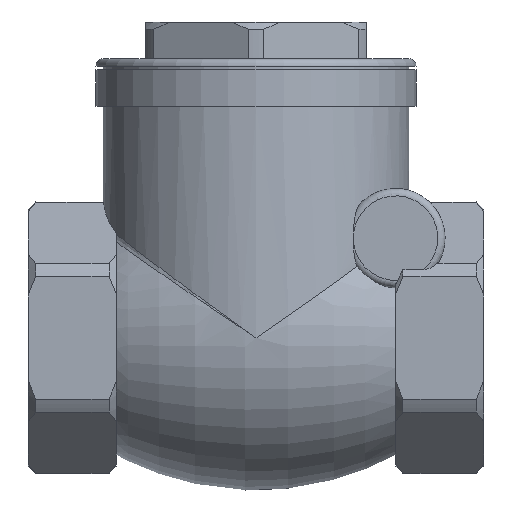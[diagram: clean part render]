
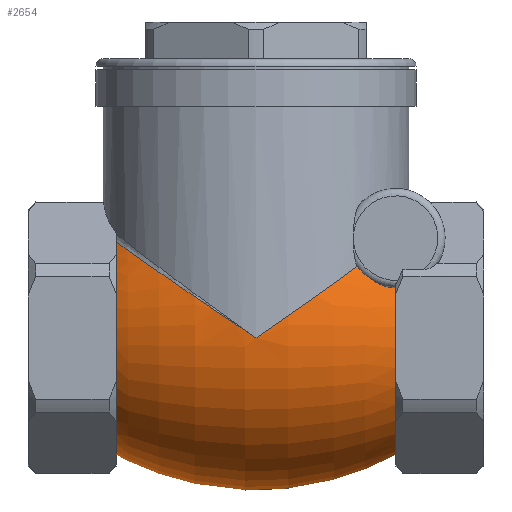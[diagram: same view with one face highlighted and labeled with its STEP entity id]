
A CAD part, left-side view. The second image highlights one B-rep face of the part: STEP entity #2654.
In plain terms, the highlighted toroidal (fillet/blend) face has major radius 19.199 mm and minor radius 40 mm.
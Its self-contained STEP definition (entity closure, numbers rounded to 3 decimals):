
#25=DEGENERATE_TOROIDAL_SURFACE('',#2794,19.199,40.,.F.);
#331=CIRCLE('',#2795,16.);
#332=CIRCLE('',#2796,16.);
#487=ORIENTED_EDGE('',*,*,#1063,.F.);
#488=ORIENTED_EDGE('',*,*,#1064,.T.);
#489=ORIENTED_EDGE('',*,*,#1065,.T.);
#490=ORIENTED_EDGE('',*,*,#1066,.T.);
#491=ORIENTED_EDGE('',*,*,#1067,.F.);
#492=ORIENTED_EDGE('',*,*,#1008,.F.);
#493=ORIENTED_EDGE('',*,*,#1068,.F.);
#494=ORIENTED_EDGE('',*,*,#1069,.T.);
#495=ORIENTED_EDGE('',*,*,#1070,.T.);
#1008=EDGE_CURVE('',#1302,#1294,#1498,.T.);
#1063=EDGE_CURVE('',#1345,#1346,#1512,.T.);
#1064=EDGE_CURVE('',#1345,#1347,#1513,.F.);
#1065=EDGE_CURVE('',#1347,#1348,#331,.T.);
#1066=EDGE_CURVE('',#1348,#1349,#1514,.T.);
#1067=EDGE_CURVE('',#1294,#1349,#1515,.T.);
#1068=EDGE_CURVE('',#1350,#1302,#332,.T.);
#1069=EDGE_CURVE('',#1350,#1351,#1516,.T.);
#1070=EDGE_CURVE('',#1351,#1346,#1517,.T.);
#1294=VERTEX_POINT('',#3529);
#1302=VERTEX_POINT('',#3554);
#1345=VERTEX_POINT('',#3713);
#1346=VERTEX_POINT('',#3714);
#1347=VERTEX_POINT('',#3725);
#1348=VERTEX_POINT('',#3727);
#1349=VERTEX_POINT('',#3738);
#1350=VERTEX_POINT('',#3747);
#1351=VERTEX_POINT('',#3752);
#1498=B_SPLINE_CURVE_WITH_KNOTS('',3,(#3555,#3556,#3557,#3558,#3559),
 .UNSPECIFIED.,.F.,.F.,(4,1,4),(0.,0.003,
0.007),.UNSPECIFIED.);
#1512=B_SPLINE_CURVE_WITH_KNOTS('',3,(#3705,#3706,#3707,#3708,#3709,#3710,
#3711,#3712),.UNSPECIFIED.,.F.,.F.,(4,1,1,1,1,4),(0.,
0.002,0.004,0.009,0.013,
0.018),.UNSPECIFIED.);
#1513=B_SPLINE_CURVE_WITH_KNOTS('',3,(#3715,#3716,#3717,#3718,#3719,#3720,
#3721,#3722,#3723,#3724),.UNSPECIFIED.,.F.,.F.,(4,1,1,1,1,1,1,4),(0.,0.007,
0.01,0.013,0.017,0.02,
0.023,0.027),.UNSPECIFIED.);
#1514=B_SPLINE_CURVE_WITH_KNOTS('',3,(#3728,#3729,#3730,#3731,#3732,#3733,
#3734,#3735,#3736,#3737),.UNSPECIFIED.,.F.,.F.,(4,1,1,1,1,1,1,4),(0.,0.007,
0.01,0.013,0.017,0.02,
0.023,0.027),.UNSPECIFIED.);
#1515=B_SPLINE_CURVE_WITH_KNOTS('',3,(#3739,#3740,#3741,#3742,#3743,#3744,
#3745),.UNSPECIFIED.,.F.,.F.,(4,1,1,1,4),(0.01,0.014,
0.019,0.023,0.027),.UNSPECIFIED.);
#1516=B_SPLINE_CURVE_WITH_KNOTS('',3,(#3748,#3749,#3750,#3751),
 .UNSPECIFIED.,.F.,.F.,(4,4),(0.,0.001),
 .UNSPECIFIED.);
#1517=B_SPLINE_CURVE_WITH_KNOTS('',3,(#3753,#3754,#3755,#3756,#3757),
 .UNSPECIFIED.,.F.,.F.,(4,1,4),(0.,0.003,0.005),
 .UNSPECIFIED.);
#1592=EDGE_LOOP('',(#487,#488,#489,#490,#491,#492,#493,#494,#495));
#1721=FACE_BOUND('',#1592,.T.);
#2654=ADVANCED_FACE('',(#1721),#25,.F.);
#2794=AXIS2_PLACEMENT_3D('',#3704,#3066,#3067);
#2795=AXIS2_PLACEMENT_3D('',#3726,#3068,#3069);
#2796=AXIS2_PLACEMENT_3D('',#3746,#3070,#3071);
#3066=DIRECTION('',(0.,-1.,0.));
#3067=DIRECTION('',(0.,0.,-1.));
#3068=DIRECTION('',(0.,-1.,0.));
#3069=DIRECTION('',(0.,0.,-1.));
#3070=DIRECTION('',(0.,-1.,0.));
#3071=DIRECTION('',(0.,0.,-1.));
#3529=CARTESIAN_POINT('',(15.755,-13.581,9.552));
#3554=CARTESIAN_POINT('',(14.47,-19.,6.827));
#3555=CARTESIAN_POINT('',(14.47,-19.,6.827));
#3556=CARTESIAN_POINT('',(15.037,-18.05,6.827));
#3557=CARTESIAN_POINT('',(15.948,-16.017,7.227));
#3558=CARTESIAN_POINT('',(16.006,-14.219,8.693));
#3559=CARTESIAN_POINT('',(15.755,-13.581,9.552));
#3704=CARTESIAN_POINT('',(0.,0.,0.));
#3705=CARTESIAN_POINT('',(-20.801,0.,0.));
#3706=CARTESIAN_POINT('',(-20.801,-0.61,0.422));
#3707=CARTESIAN_POINT('',(-20.746,-1.853,1.284));
#3708=CARTESIAN_POINT('',(-20.42,-4.274,2.964));
#3709=CARTESIAN_POINT('',(-19.617,-7.25,5.039));
#3710=CARTESIAN_POINT('',(-17.972,-10.703,7.477));
#3711=CARTESIAN_POINT('',(-16.471,-12.77,8.963));
#3712=CARTESIAN_POINT('',(-15.609,-13.749,9.674));
#3713=CARTESIAN_POINT('',(-20.801,0.,0.));
#3714=CARTESIAN_POINT('',(-15.609,-13.749,9.674));
#3715=CARTESIAN_POINT('',(-9.287,19.,13.029));
#3716=CARTESIAN_POINT('',(-11.192,18.018,12.322));
#3717=CARTESIAN_POINT('',(-13.678,16.193,11.02));
#3718=CARTESIAN_POINT('',(-16.345,13.21,8.94));
#3719=CARTESIAN_POINT('',(-17.962,10.803,7.283));
#3720=CARTESIAN_POINT('',(-19.237,8.213,5.518));
#3721=CARTESIAN_POINT('',(-20.133,5.551,3.721));
#3722=CARTESIAN_POINT('',(-20.678,2.809,1.88));
#3723=CARTESIAN_POINT('',(-20.801,0.924,0.619));
#3724=CARTESIAN_POINT('',(-20.801,0.,0.));
#3725=CARTESIAN_POINT('',(-9.287,19.,13.029));
#3726=CARTESIAN_POINT('',(0.,19.,0.));
#3727=CARTESIAN_POINT('',(9.287,19.,13.029));
#3728=CARTESIAN_POINT('',(9.287,19.,13.029));
#3729=CARTESIAN_POINT('',(11.192,18.018,12.322));
#3730=CARTESIAN_POINT('',(13.678,16.193,11.02));
#3731=CARTESIAN_POINT('',(16.345,13.21,8.94));
#3732=CARTESIAN_POINT('',(17.962,10.803,7.283));
#3733=CARTESIAN_POINT('',(19.237,8.213,5.518));
#3734=CARTESIAN_POINT('',(20.133,5.551,3.721));
#3735=CARTESIAN_POINT('',(20.678,2.809,1.88));
#3736=CARTESIAN_POINT('',(20.801,0.924,0.619));
#3737=CARTESIAN_POINT('',(20.801,0.,0.));
#3738=CARTESIAN_POINT('',(20.801,0.,0.));
#3739=CARTESIAN_POINT('',(15.755,-13.581,9.552));
#3740=CARTESIAN_POINT('',(16.593,-12.609,8.847));
#3741=CARTESIAN_POINT('',(18.069,-10.53,7.354));
#3742=CARTESIAN_POINT('',(19.64,-7.168,4.982));
#3743=CARTESIAN_POINT('',(20.588,-3.641,2.523));
#3744=CARTESIAN_POINT('',(20.801,-1.2,0.832));
#3745=CARTESIAN_POINT('',(20.801,0.,0.));
#3746=CARTESIAN_POINT('',(0.,-19.,0.));
#3747=CARTESIAN_POINT('',(-14.47,-19.,6.827));
#3748=CARTESIAN_POINT('',(-14.47,-19.,6.827));
#3749=CARTESIAN_POINT('',(-14.662,-18.678,6.827));
#3750=CARTESIAN_POINT('',(-14.839,-18.353,6.85));
#3751=CARTESIAN_POINT('',(-15.,-18.023,6.898));
#3752=CARTESIAN_POINT('',(-15.,-18.023,6.898));
#3753=CARTESIAN_POINT('',(-15.,-18.023,6.898));
#3754=CARTESIAN_POINT('',(-15.388,-17.229,7.014));
#3755=CARTESIAN_POINT('',(-15.77,-15.686,7.897));
#3756=CARTESIAN_POINT('',(-15.744,-14.35,9.038));
#3757=CARTESIAN_POINT('',(-15.609,-13.749,9.674));
